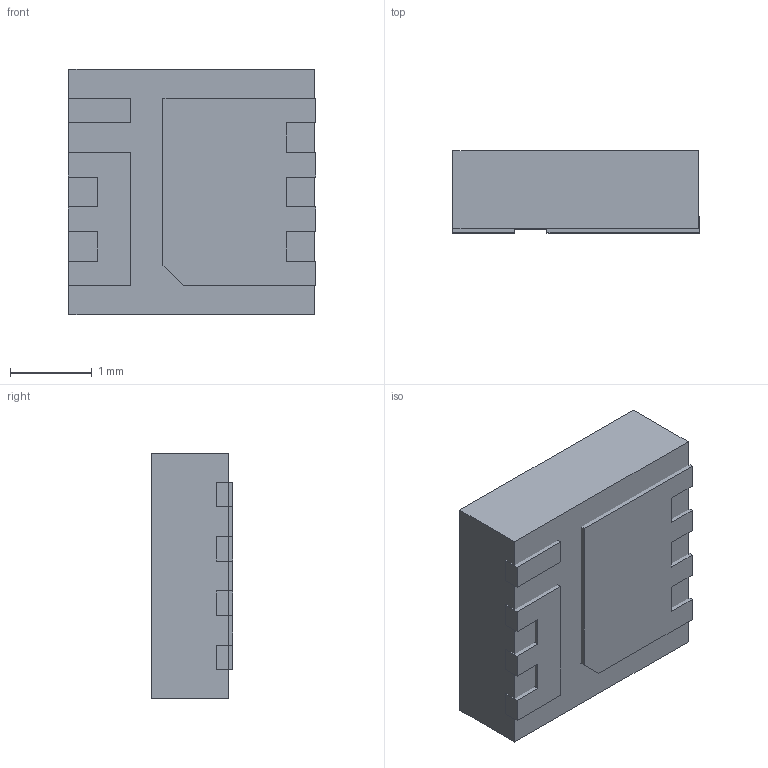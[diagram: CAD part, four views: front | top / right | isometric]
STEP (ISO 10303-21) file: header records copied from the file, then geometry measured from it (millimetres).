
FILE_DESCRIPTION (( 'STEP AP214' ), '1' );
FILE_NAME ('User Library-PQFN 3x3.STEP', '2021-01-13T19:51:04', ( '' ), ( '' ), 'SwSTEP 2.0', 'SolidWorks 2020', '' );
FILE_SCHEMA (( 'AUTOMOTIVE_DESIGN' ));
Length unit declared in the file: millimetre
Products named in the file (1): User Library-PQFN 3x3
Bounding box: 3.03 x 1 x 3 mm (x, y, z)
Surface area: 43.3 mm2
Topology: 4 solids, 4 shells, 45 faces, 111 edges, 74 vertices
Faces by surface type: plane 45
Entity records: 1861 total; most frequent: CARTESIAN_POINT 231, ORIENTED_EDGE 222, DIRECTION 203, EDGE_CURVE 111, VECTOR 111, LINE 111, VERTEX_POINT 74, UNCERTAINTY_MEASURE_WITH_UNIT 51
